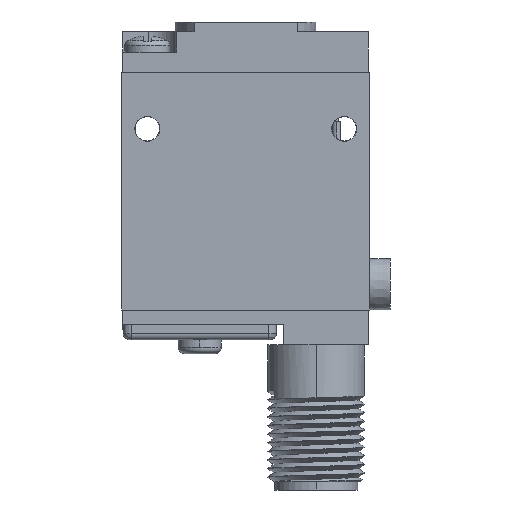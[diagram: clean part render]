
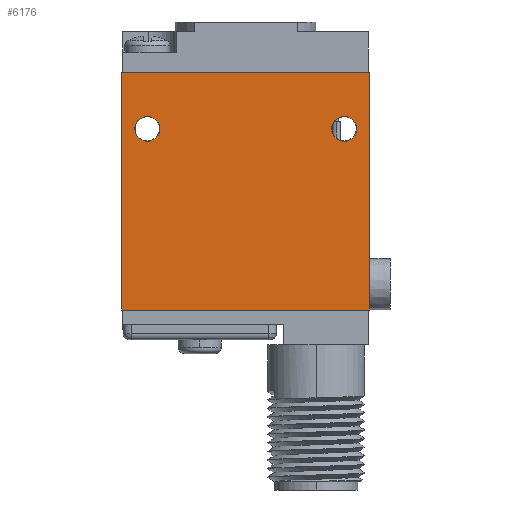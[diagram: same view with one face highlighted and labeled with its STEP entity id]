
A CAD part, left-side view. The second image highlights one B-rep face of the part: STEP entity #6176.
In plain terms, the highlighted planar face has unit normal (-1, 0, 0).
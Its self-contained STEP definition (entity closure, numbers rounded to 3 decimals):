
#1=DIRECTION('',(0.,0.,-1.));
#2=VECTOR('',#1,29.464);
#3=CARTESIAN_POINT('',(-6.02,0.,0.));
#4=LINE('',#3,#2);
#5=DIRECTION('',(0.,1.,0.));
#6=VECTOR('',#5,30.785);
#7=CARTESIAN_POINT('',(-6.02,0.,-29.464));
#8=LINE('',#7,#6);
#9=DIRECTION('',(0.,0.,1.));
#10=VECTOR('',#9,29.464);
#11=CARTESIAN_POINT('',(-6.02,30.785,-29.464));
#12=LINE('',#11,#10);
#13=DIRECTION('',(0.,-1.,0.));
#14=VECTOR('',#13,30.785);
#15=CARTESIAN_POINT('',(-6.02,30.785,0.));
#16=LINE('',#15,#14);
#17=CARTESIAN_POINT('',(-6.02,27.61,-6.985));
#18=DIRECTION('',(1.,0.,0.));
#19=DIRECTION('',(0.,0.,-1.));
#20=AXIS2_PLACEMENT_3D('',#17,#18,#19);
#22=CARTESIAN_POINT('',(-6.02,27.61,-6.985));
#23=DIRECTION('',(1.,0.,0.));
#24=DIRECTION('',(0.,0.,1.));
#25=AXIS2_PLACEMENT_3D('',#22,#23,#24);
#27=CARTESIAN_POINT('',(-6.02,3.175,-6.985));
#28=DIRECTION('',(1.,0.,0.));
#29=DIRECTION('',(0.,0.,-1.));
#30=AXIS2_PLACEMENT_3D('',#27,#28,#29);
#32=CARTESIAN_POINT('',(-6.02,3.175,-6.985));
#33=DIRECTION('',(1.,0.,0.));
#34=DIRECTION('',(0.,0.,1.));
#35=AXIS2_PLACEMENT_3D('',#32,#33,#34);
#5566=CARTESIAN_POINT('',(-6.02,0.,0.));
#5567=CARTESIAN_POINT('',(-6.02,0.,-29.464));
#5568=VERTEX_POINT('',#5566);
#5569=VERTEX_POINT('',#5567);
#5570=CARTESIAN_POINT('',(-6.02,30.785,-29.464));
#5571=VERTEX_POINT('',#5570);
#5572=CARTESIAN_POINT('',(-6.02,30.785,0.));
#5573=VERTEX_POINT('',#5572);
#5582=CARTESIAN_POINT('',(-6.02,27.61,-8.535));
#5583=CARTESIAN_POINT('',(-6.02,27.61,-5.435));
#5584=VERTEX_POINT('',#5582);
#5585=VERTEX_POINT('',#5583);
#5586=CARTESIAN_POINT('',(-6.02,3.175,-8.535));
#5587=CARTESIAN_POINT('',(-6.02,3.175,-5.435));
#5588=VERTEX_POINT('',#5586);
#5589=VERTEX_POINT('',#5587);
#6149=CARTESIAN_POINT('',(-6.02,0.,0.));
#6150=DIRECTION('',(1.,0.,0.));
#6151=DIRECTION('',(0.,0.,-1.));
#6152=AXIS2_PLACEMENT_3D('',#6149,#6150,#6151);
#6153=PLANE('',#6152);
#6155=ORIENTED_EDGE('',*,*,#6154,.T.);
#6157=ORIENTED_EDGE('',*,*,#6156,.T.);
#6159=ORIENTED_EDGE('',*,*,#6158,.T.);
#6161=ORIENTED_EDGE('',*,*,#6160,.T.);
#6162=EDGE_LOOP('',(#6155,#6157,#6159,#6161));
#6163=FACE_OUTER_BOUND('',#6162,.F.);
#6165=ORIENTED_EDGE('',*,*,#6164,.F.);
#6167=ORIENTED_EDGE('',*,*,#6166,.F.);
#6168=EDGE_LOOP('',(#6165,#6167));
#6169=FACE_BOUND('',#6168,.F.);
#6171=ORIENTED_EDGE('',*,*,#6170,.F.);
#6173=ORIENTED_EDGE('',*,*,#6172,.F.);
#6174=EDGE_LOOP('',(#6171,#6173));
#6175=FACE_BOUND('',#6174,.F.);
#6176=ADVANCED_FACE('',(#6163,#6169,#6175),#6153,.F.);
#21=CIRCLE('',#20,1.55);
#26=CIRCLE('',#25,1.55);
#31=CIRCLE('',#30,1.55);
#36=CIRCLE('',#35,1.55);
#6154=EDGE_CURVE('',#5568,#5569,#4,.T.);
#6156=EDGE_CURVE('',#5569,#5571,#8,.T.);
#6158=EDGE_CURVE('',#5571,#5573,#12,.T.);
#6160=EDGE_CURVE('',#5573,#5568,#16,.T.);
#6164=EDGE_CURVE('',#5584,#5585,#21,.T.);
#6166=EDGE_CURVE('',#5585,#5584,#26,.T.);
#6170=EDGE_CURVE('',#5588,#5589,#31,.T.);
#6172=EDGE_CURVE('',#5589,#5588,#36,.T.);
